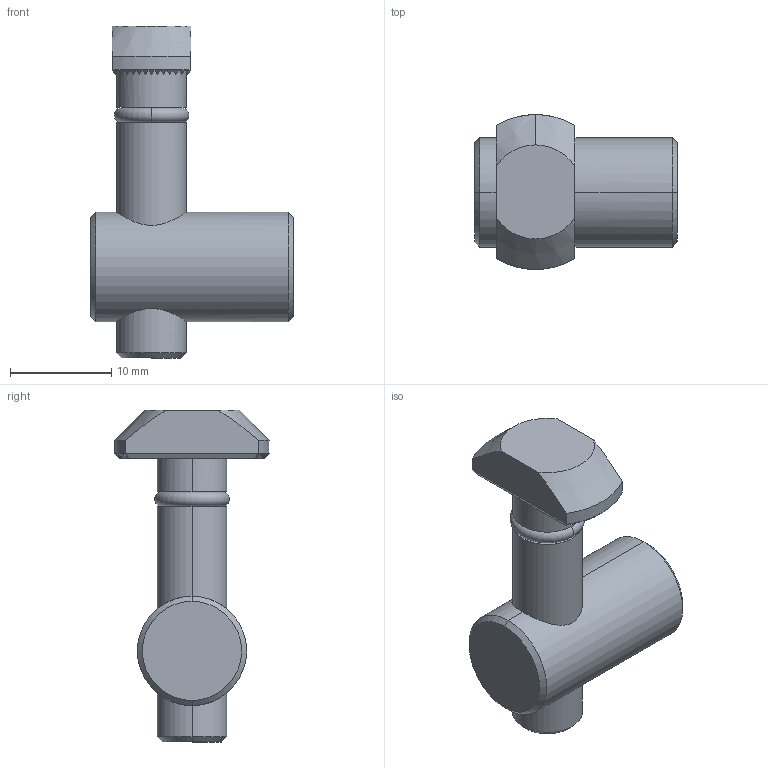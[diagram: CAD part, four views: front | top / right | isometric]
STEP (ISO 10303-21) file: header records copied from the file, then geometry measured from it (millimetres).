
FILE_DESCRIPTION (( 'STEP AP203' ), '1' );
FILE_NAME ('AL-302.1302A.01 Áûñòðîñú¸ìíûé ñîåäèíèòåëü R2-2, ïàç 8.STEP', '2024-03-01T07:19:37', ( '' ), ( '' ), 'SwSTEP 2.0', 'SolidWorks 2021', '' );
FILE_SCHEMA (( 'CONFIG_CONTROL_DESIGN' ));
Length unit declared in the file: millimetre
Products named in the file (1): AL-302.1302A.01 Áûñòðîñú¸ìíûé ñîåäèíèòåëü R2-2, ïàç 8
Bounding box: 20 x 15.3 x 32.8 mm (x, y, z)
Volume: 2636.2 mm3; surface area: 2658.2 mm2
Topology: 3 solids, 3 shells, 129 faces, 297 edges, 172 vertices
Faces by surface type: plane 67, cone 41, cylinder 19, torus 2
Entity records: 3991 total; most frequent: CARTESIAN_POINT 1255, ORIENTED_EDGE 590, DIRECTION 512, EDGE_CURVE 295, AXIS2_PLACEMENT_3D 201, VERTEX_POINT 172, EDGE_LOOP 133, ADVANCED_FACE 129
